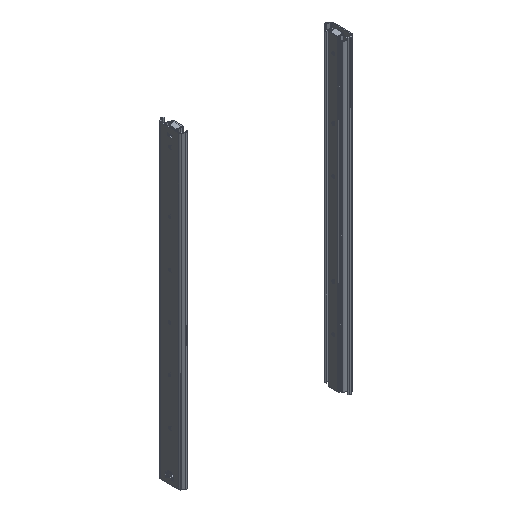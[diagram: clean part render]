
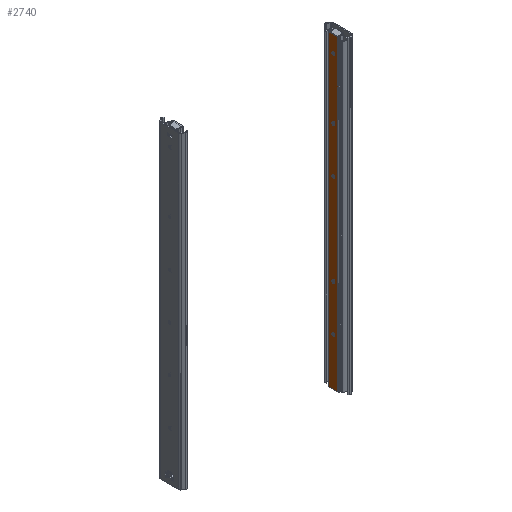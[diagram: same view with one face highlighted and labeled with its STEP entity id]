
A CAD part, isometric view. The second image highlights one B-rep face of the part: STEP entity #2740.
In plain terms, the highlighted face is planar.
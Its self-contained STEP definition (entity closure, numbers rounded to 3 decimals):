
#135=FACE_BOUND('',#484,.T.);
#136=FACE_BOUND('',#485,.T.);
#137=FACE_BOUND('',#486,.T.);
#138=FACE_BOUND('',#487,.T.);
#139=FACE_BOUND('',#488,.T.);
#202=PLANE('',#3121);
#326=FACE_OUTER_BOUND('',#483,.T.);
#483=EDGE_LOOP('',(#2400,#2401,#2402,#2403));
#484=EDGE_LOOP('',(#2404));
#485=EDGE_LOOP('',(#2405));
#486=EDGE_LOOP('',(#2406));
#487=EDGE_LOOP('',(#2407));
#488=EDGE_LOOP('',(#2408));
#725=LINE('',#4716,#965);
#727=LINE('',#4742,#967);
#728=LINE('',#4744,#968);
#729=LINE('',#4745,#969);
#965=VECTOR('',#3842,10.);
#967=VECTOR('',#3854,10.);
#968=VECTOR('',#3855,10.);
#969=VECTOR('',#3856,10.);
#1076=CIRCLE('',#3085,2.9);
#1078=CIRCLE('',#3089,2.9);
#1080=CIRCLE('',#3093,2.9);
#1082=CIRCLE('',#3097,2.9);
#1084=CIRCLE('',#3101,2.9);
#1311=VERTEX_POINT('',#4627);
#1313=VERTEX_POINT('',#4635);
#1315=VERTEX_POINT('',#4643);
#1317=VERTEX_POINT('',#4651);
#1319=VERTEX_POINT('',#4659);
#1333=VERTEX_POINT('',#4713);
#1334=VERTEX_POINT('',#4715);
#1340=VERTEX_POINT('',#4741);
#1341=VERTEX_POINT('',#4743);
#1655=EDGE_CURVE('',#1311,#1311,#1076,.T.);
#1659=EDGE_CURVE('',#1313,#1313,#1078,.T.);
#1663=EDGE_CURVE('',#1315,#1315,#1080,.T.);
#1667=EDGE_CURVE('',#1317,#1317,#1082,.T.);
#1671=EDGE_CURVE('',#1319,#1319,#1084,.T.);
#1693=EDGE_CURVE('',#1333,#1334,#725,.T.);
#1700=EDGE_CURVE('',#1333,#1340,#727,.T.);
#1701=EDGE_CURVE('',#1341,#1340,#728,.T.);
#1702=EDGE_CURVE('',#1341,#1334,#729,.T.);
#2400=ORIENTED_EDGE('',*,*,#1693,.F.);
#2401=ORIENTED_EDGE('',*,*,#1700,.T.);
#2402=ORIENTED_EDGE('',*,*,#1701,.F.);
#2403=ORIENTED_EDGE('',*,*,#1702,.T.);
#2404=ORIENTED_EDGE('',*,*,#1671,.T.);
#2405=ORIENTED_EDGE('',*,*,#1667,.T.);
#2406=ORIENTED_EDGE('',*,*,#1663,.T.);
#2407=ORIENTED_EDGE('',*,*,#1655,.T.);
#2408=ORIENTED_EDGE('',*,*,#1659,.T.);
#2740=ADVANCED_FACE('',(#326,#135,#136,#137,#138,#139),#202,.T.);
#3085=AXIS2_PLACEMENT_3D('',#4628,#3758,#3759);
#3089=AXIS2_PLACEMENT_3D('',#4636,#3768,#3769);
#3093=AXIS2_PLACEMENT_3D('',#4644,#3778,#3779);
#3097=AXIS2_PLACEMENT_3D('',#4652,#3788,#3789);
#3101=AXIS2_PLACEMENT_3D('',#4660,#3798,#3799);
#3121=AXIS2_PLACEMENT_3D('',#4740,#3852,#3853);
#3758=DIRECTION('center_axis',(-1.,0.,0.));
#3759=DIRECTION('ref_axis',(0.,0.,1.));
#3768=DIRECTION('center_axis',(-1.,0.,0.));
#3769=DIRECTION('ref_axis',(0.,0.,1.));
#3778=DIRECTION('center_axis',(-1.,0.,0.));
#3779=DIRECTION('ref_axis',(0.,0.,1.));
#3788=DIRECTION('center_axis',(-1.,0.,0.));
#3789=DIRECTION('ref_axis',(0.,0.,1.));
#3798=DIRECTION('center_axis',(-1.,0.,0.));
#3799=DIRECTION('ref_axis',(0.,0.,1.));
#3842=DIRECTION('',(0.,1.,0.));
#3852=DIRECTION('center_axis',(1.,0.,0.));
#3853=DIRECTION('ref_axis',(0.,-1.,0.));
#3854=DIRECTION('',(0.,0.,-1.));
#3855=DIRECTION('',(0.,-1.,0.));
#3856=DIRECTION('',(0.,0.,1.));
#4627=CARTESIAN_POINT('',(8.,0.,-37.9));
#4628=CARTESIAN_POINT('Origin',(8.,0.,-35.));
#4635=CARTESIAN_POINT('',(8.,0.,-165.9));
#4636=CARTESIAN_POINT('Origin',(8.,0.,-163.));
#4643=CARTESIAN_POINT('',(8.,0.,-261.9));
#4644=CARTESIAN_POINT('Origin',(8.,0.,-259.));
#4651=CARTESIAN_POINT('',(8.,0.,-453.9));
#4652=CARTESIAN_POINT('Origin',(8.,0.,-451.));
#4659=CARTESIAN_POINT('',(8.,0.,-549.9));
#4660=CARTESIAN_POINT('Origin',(8.,0.,-547.));
#4713=CARTESIAN_POINT('',(8.,-9.7,0.));
#4715=CARTESIAN_POINT('',(8.,9.7,0.));
#4716=CARTESIAN_POINT('',(8.,-11.283,0.));
#4740=CARTESIAN_POINT('Origin',(8.,11.283,0.));
#4741=CARTESIAN_POINT('',(8.,-9.7,-647.));
#4742=CARTESIAN_POINT('',(8.,-9.7,0.));
#4743=CARTESIAN_POINT('',(8.,9.7,-647.));
#4744=CARTESIAN_POINT('',(8.,-11.283,-647.));
#4745=CARTESIAN_POINT('',(8.,9.7,0.));
